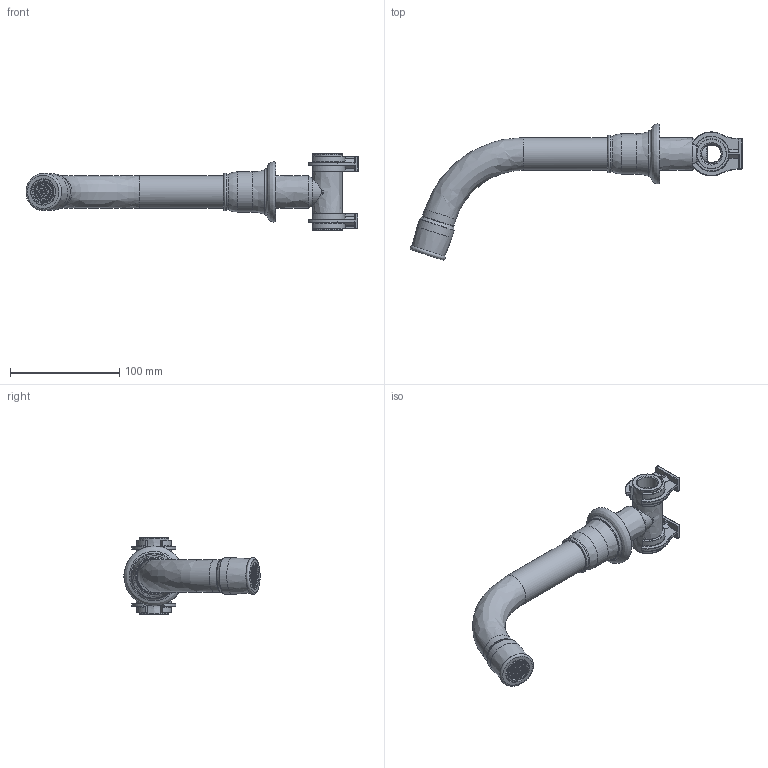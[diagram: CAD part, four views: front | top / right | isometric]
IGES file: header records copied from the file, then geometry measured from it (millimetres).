
Global section: file name: V246 Bath wall mtd spout; native system: Autodesk Inventor 2018; preprocessor: unknown; author: mstonelake; date: 20171205.102658; units: millimetre
Bounding box: 303.84 x 124.63 x 70 mm (x, y, z)
Volume: 152990.3 mm3; surface area: 114842.6 mm2
Topology: 18 solids, 21 shells, 1394 faces, 3856 edges, 2459 vertices
Faces by surface type: bspline 1394
